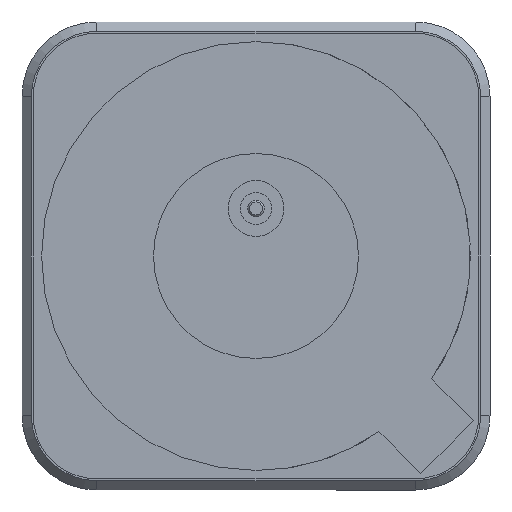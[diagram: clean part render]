
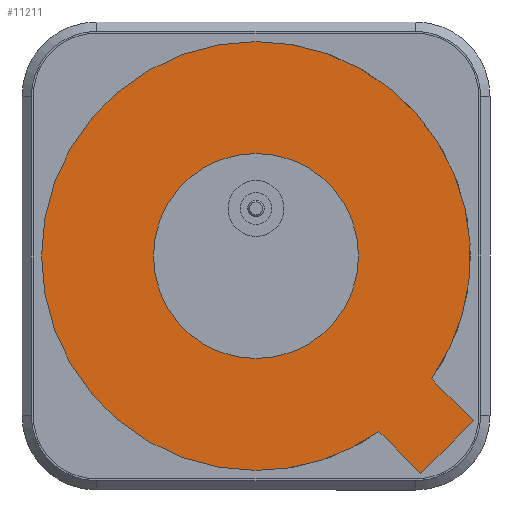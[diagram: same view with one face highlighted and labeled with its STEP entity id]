
A CAD part, front view. The second image highlights one B-rep face of the part: STEP entity #11211.
In plain terms, the highlighted planar face has unit normal (0, -1, 0).
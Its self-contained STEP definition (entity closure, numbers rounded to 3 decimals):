
#313 = AXIS2_PLACEMENT_3D ( 'NONE', #17883, #8470, #19461 ) ;
#580 = CARTESIAN_POINT ( 'NONE',  ( 9.422, -4.22, -6.594 ) ) ;
#681 = AXIS2_PLACEMENT_3D ( 'NONE', #5964, #16930, #7537 ) ;
#752 = DIRECTION ( 'NONE',  ( 0., 1., 0. ) ) ;
#900 = ORIENTED_EDGE ( 'NONE', *, *, #9348, .F. ) ;
#998 = VECTOR ( 'NONE', #6046, 1000. ) ;
#1005 = DIRECTION ( 'NONE',  ( 0., 0., 1. ) ) ;
#1022 = DIRECTION ( 'NONE',  ( 0., 1., 0. ) ) ;
#1029 = CARTESIAN_POINT ( 'NONE',  ( 0., -4.22, 0. ) ) ;
#1512 = DIRECTION ( 'NONE',  ( 0., 0., 1. ) ) ;
#2846 = VERTEX_POINT ( 'NONE', #13606 ) ;
#2915 = EDGE_LOOP ( 'NONE', ( #5792, #9300 ) ) ;
#3026 = CARTESIAN_POINT ( 'NONE',  ( 0., -4.22, -11.5 ) ) ;
#3080 = VERTEX_POINT ( 'NONE', #14648 ) ;
#3616 = CIRCLE ( 'NONE', #17313, 5.5 ) ;
#3867 = LINE ( 'NONE', #10862, #8059 ) ;
#4127 = EDGE_CURVE ( 'NONE', #15196, #7712, #11907, .T. ) ;
#4405 = FACE_BOUND ( 'NONE', #2915, .T. ) ;
#4715 = VERTEX_POINT ( 'NONE', #4985 ) ;
#4878 = EDGE_LOOP ( 'NONE', ( #900, #17057, #11810, #10772, #16817, #12151 ) ) ;
#4985 = CARTESIAN_POINT ( 'NONE',  ( 11.664, -4.22, -8.835 ) ) ;
#5081 = EDGE_CURVE ( 'NONE', #3080, #2846, #11959, .T. ) ;
#5141 = AXIS2_PLACEMENT_3D ( 'NONE', #20339, #10957, #1512 ) ;
#5190 = LINE ( 'NONE', #20019, #998 ) ;
#5792 = ORIENTED_EDGE ( 'NONE', *, *, #5081, .T. ) ;
#5964 = CARTESIAN_POINT ( 'NONE',  ( 0., -4.22, 0. ) ) ;
#5995 = CIRCLE ( 'NONE', #5141, 11.5 ) ;
#6046 = DIRECTION ( 'NONE',  ( -0.707, 0., -0.707 ) ) ;
#6757 = AXIS2_PLACEMENT_3D ( 'NONE', #1029, #1022, #1005 ) ;
#6831 = VECTOR ( 'NONE', #14989, 1000. ) ;
#7537 = DIRECTION ( 'NONE',  ( 0., 0., 1. ) ) ;
#7712 = VERTEX_POINT ( 'NONE', #3026 ) ;
#8059 = VECTOR ( 'NONE', #18839, 1000. ) ;
#8083 = VERTEX_POINT ( 'NONE', #12382 ) ;
#8470 = DIRECTION ( 'NONE',  ( 0., 1., 0. ) ) ;
#9037 = PLANE ( 'NONE',  #681 ) ;
#9300 = ORIENTED_EDGE ( 'NONE', *, *, #12915, .T. ) ;
#9348 = EDGE_CURVE ( 'NONE', #19609, #15196, #11033, .T. ) ;
#10182 = CARTESIAN_POINT ( 'NONE',  ( 0., -4.22, 0. ) ) ;
#10458 = VERTEX_POINT ( 'NONE', #580 ) ;
#10772 = ORIENTED_EDGE ( 'NONE', *, *, #20337, .F. ) ;
#10819 = AXIS2_PLACEMENT_3D ( 'NONE', #13254, #13209, #13203 ) ;
#10862 = CARTESIAN_POINT ( 'NONE',  ( 9.422, -4.22, -6.594 ) ) ;
#10957 = DIRECTION ( 'NONE',  ( 0., 1., 0. ) ) ;
#11033 = LINE ( 'NONE', #14214, #6831 ) ;
#11211 = ADVANCED_FACE ( 'NONE', ( #4405, #20128 ), #9037, .F. ) ;
#11622 = CIRCLE ( 'NONE', #313, 11.5 ) ;
#11667 = CARTESIAN_POINT ( 'NONE',  ( 8.835, -4.22, -11.664 ) ) ;
#11766 = DIRECTION ( 'NONE',  ( 0., 0., 1. ) ) ;
#11810 = ORIENTED_EDGE ( 'NONE', *, *, #13187, .F. ) ;
#11907 = CIRCLE ( 'NONE', #10819, 11.5 ) ;
#11959 = CIRCLE ( 'NONE', #6757, 5.5 ) ;
#12151 = ORIENTED_EDGE ( 'NONE', *, *, #4127, .F. ) ;
#12382 = CARTESIAN_POINT ( 'NONE',  ( 0., -4.22, 11.5 ) ) ;
#12915 = EDGE_CURVE ( 'NONE', #2846, #3080, #3616, .T. ) ;
#13187 = EDGE_CURVE ( 'NONE', #10458, #4715, #3867, .T. ) ;
#13203 = DIRECTION ( 'NONE',  ( 0., 0., 1. ) ) ;
#13209 = DIRECTION ( 'NONE',  ( 0., 1., 0. ) ) ;
#13254 = CARTESIAN_POINT ( 'NONE',  ( 0., -4.22, 0. ) ) ;
#13606 = CARTESIAN_POINT ( 'NONE',  ( 0., -4.22, -5.5 ) ) ;
#13810 = CARTESIAN_POINT ( 'NONE',  ( 6.594, -4.22, -9.422 ) ) ;
#14214 = CARTESIAN_POINT ( 'NONE',  ( 6.594, -4.22, -9.422 ) ) ;
#14648 = CARTESIAN_POINT ( 'NONE',  ( 0., -4.22, 5.5 ) ) ;
#14989 = DIRECTION ( 'NONE',  ( -0.707, 0., 0.707 ) ) ;
#15196 = VERTEX_POINT ( 'NONE', #13810 ) ;
#15766 = EDGE_CURVE ( 'NONE', #7712, #8083, #5995, .T. ) ;
#16817 = ORIENTED_EDGE ( 'NONE', *, *, #15766, .F. ) ;
#16836 = EDGE_CURVE ( 'NONE', #4715, #19609, #5190, .T. ) ;
#16930 = DIRECTION ( 'NONE',  ( 0., 1., 0. ) ) ;
#17057 = ORIENTED_EDGE ( 'NONE', *, *, #16836, .F. ) ;
#17313 = AXIS2_PLACEMENT_3D ( 'NONE', #10182, #752, #11766 ) ;
#17883 = CARTESIAN_POINT ( 'NONE',  ( 0., -4.22, 0. ) ) ;
#18839 = DIRECTION ( 'NONE',  ( 0.707, 0., -0.707 ) ) ;
#19461 = DIRECTION ( 'NONE',  ( 0., 0., 1. ) ) ;
#19609 = VERTEX_POINT ( 'NONE', #11667 ) ;
#20019 = CARTESIAN_POINT ( 'NONE',  ( 8.835, -4.22, -11.664 ) ) ;
#20128 = FACE_OUTER_BOUND ( 'NONE', #4878, .T. ) ;
#20337 = EDGE_CURVE ( 'NONE', #8083, #10458, #11622, .T. ) ;
#20339 = CARTESIAN_POINT ( 'NONE',  ( 0., -4.22, 0. ) ) ;
